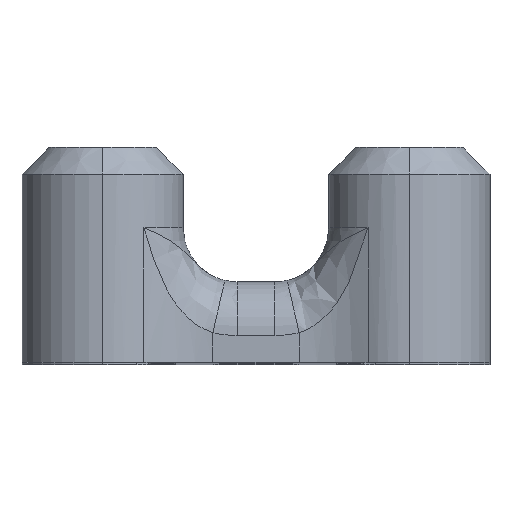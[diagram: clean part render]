
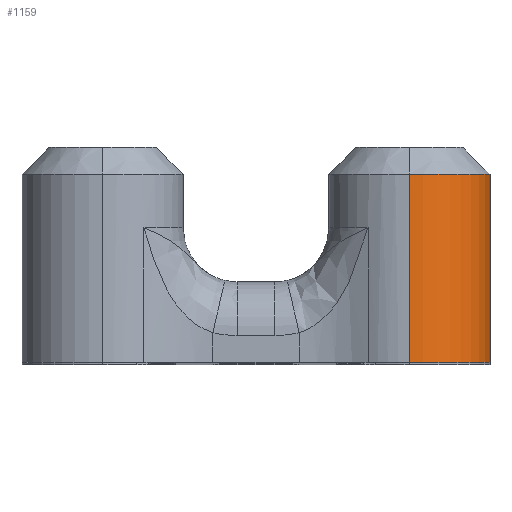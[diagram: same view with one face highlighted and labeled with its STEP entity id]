
A CAD part, top view. The second image highlights one B-rep face of the part: STEP entity #1159.
In plain terms, the highlighted cylindrical face has radius 3 mm (diameter 6 mm), a partial arc.
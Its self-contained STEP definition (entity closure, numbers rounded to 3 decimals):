
#44 = DIRECTION ( 'NONE',  ( 0., -1., 0. ) ) ;
#72 = CARTESIAN_POINT ( 'NONE',  ( 5.7, 0., 26.5 ) ) ;
#171 = EDGE_CURVE ( 'NONE', #2042, #721, #1963, .T. ) ;
#192 = AXIS2_PLACEMENT_3D ( 'NONE', #2131, #534, #1807 ) ;
#308 = EDGE_CURVE ( 'NONE', #2193, #2042, #2634, .T. ) ;
#534 = DIRECTION ( 'NONE',  ( 0., -1., 0. ) ) ;
#574 = ORIENTED_EDGE ( 'NONE', *, *, #4145, .T. ) ;
#634 = CARTESIAN_POINT ( 'NONE',  ( 5.7, 8., 26.5 ) ) ;
#653 = DIRECTION ( 'NONE',  ( 0., -1., 0. ) ) ;
#661 = CARTESIAN_POINT ( 'NONE',  ( 5.7, 7., 26.5 ) ) ;
#721 = VERTEX_POINT ( 'NONE', #72 ) ;
#901 = AXIS2_PLACEMENT_3D ( 'NONE', #2629, #44, #2652 ) ;
#1017 = ORIENTED_EDGE ( 'NONE', *, *, #171, .F. ) ;
#1054 = DIRECTION ( 'NONE',  ( 0., -1., 0. ) ) ;
#1155 = DIRECTION ( 'NONE',  ( 0., -1., 0. ) ) ;
#1159 = ADVANCED_FACE ( 'NONE', ( #2408 ), #2087, .T. ) ;
#1736 = CIRCLE ( 'NONE', #2281, 3. ) ;
#1757 = ORIENTED_EDGE ( 'NONE', *, *, #308, .F. ) ;
#1807 = DIRECTION ( 'NONE',  ( 0., 0., -1. ) ) ;
#1931 = DIRECTION ( 'NONE',  ( 0., 0., 1. ) ) ;
#1934 = CARTESIAN_POINT ( 'NONE',  ( 5.7, 7., 20.5 ) ) ;
#1963 = CIRCLE ( 'NONE', #901, 3. ) ;
#2042 = VERTEX_POINT ( 'NONE', #3485 ) ;
#2087 = CYLINDRICAL_SURFACE ( 'NONE', #192, 3. ) ;
#2131 = CARTESIAN_POINT ( 'NONE',  ( 5.7, 8., 23.5 ) ) ;
#2193 = VERTEX_POINT ( 'NONE', #1934 ) ;
#2281 = AXIS2_PLACEMENT_3D ( 'NONE', #3659, #653, #1931 ) ;
#2306 = EDGE_CURVE ( 'NONE', #2959, #721, #3522, .T. ) ;
#2342 = CARTESIAN_POINT ( 'NONE',  ( 5.7, 8., 20.5 ) ) ;
#2408 = FACE_OUTER_BOUND ( 'NONE', #4082, .T. ) ;
#2523 = VECTOR ( 'NONE', #1155, 1000. ) ;
#2629 = CARTESIAN_POINT ( 'NONE',  ( 5.7, 0., 23.5 ) ) ;
#2634 = LINE ( 'NONE', #2342, #3982 ) ;
#2652 = DIRECTION ( 'NONE',  ( 0., 0., -1. ) ) ;
#2959 = VERTEX_POINT ( 'NONE', #661 ) ;
#3485 = CARTESIAN_POINT ( 'NONE',  ( 5.7, 0., 20.5 ) ) ;
#3522 = LINE ( 'NONE', #634, #2523 ) ;
#3659 = CARTESIAN_POINT ( 'NONE',  ( 5.7, 7., 23.5 ) ) ;
#3793 = ORIENTED_EDGE ( 'NONE', *, *, #2306, .T. ) ;
#3982 = VECTOR ( 'NONE', #1054, 1000. ) ;
#4082 = EDGE_LOOP ( 'NONE', ( #574, #3793, #1017, #1757 ) ) ;
#4145 = EDGE_CURVE ( 'NONE', #2193, #2959, #1736, .T. ) ;
